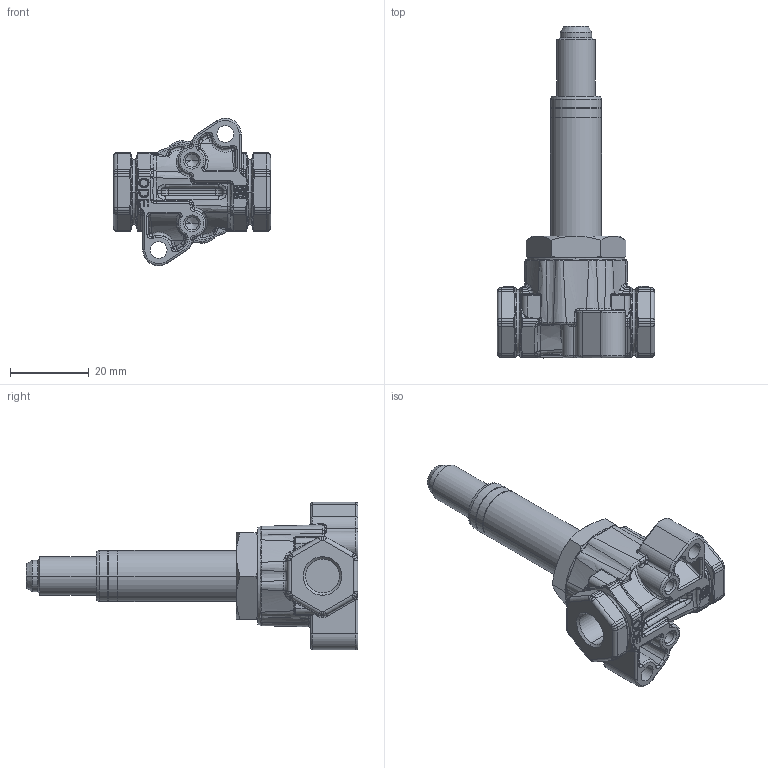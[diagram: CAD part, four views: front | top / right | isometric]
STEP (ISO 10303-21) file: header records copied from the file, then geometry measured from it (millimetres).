
FILE_DESCRIPTION((''),'2;1');
FILE_NAME('31AP1A1V15-T0-NOCOIL_ASM','2015-09-11T',('romeri'),('O.D.E.'),'PRO/ENGINEER BY PARAMETRIC TECHNOLOGY CORPORATION, 2011410','PRO/ENGINEER BY PARAMETRIC TECHNOLOGY CORPORATION, 2011410','');
FILE_SCHEMA(('CONFIG_CONTROL_DESIGN','SHAPE_APPEARANCE_LAYERS_GROUPS'));
Length unit declared in the file: millimetre
Products named in the file (3): 450AP1_ING_; 450864_INGOMBRO; 31AP1A1V15-T0-NOCOIL_ASM
Assembly tree (2 placements, depth 2):
  31AP1A1V15-T0-NOCOIL_ASM
    450AP1_ING_
    450864_INGOMBRO
Bounding box: 40 x 84.43 x 37.47 mm (x, y, z)
Volume: 26314.2 mm3; surface area: 10273 mm2
Topology: 2 solids, 3 shells, 1328 faces, 3072 edges, 1777 vertices
Faces by surface type: bspline 400, cylinder 375, plane 232, torus 183, cone 72, extrusion 42, sphere 24
Entity records: 61123 total; most frequent: CARTESIAN_POINT 25161, ORIENTED_EDGE 6134, DIRECTION 4578, EDGE_CURVE 3068, AXIS2_PLACEMENT_3D 1815, VERTEX_POINT 1777, PRESENTATION_STYLE_ASSIGNMENT 1372, STYLED_ITEM 1372
